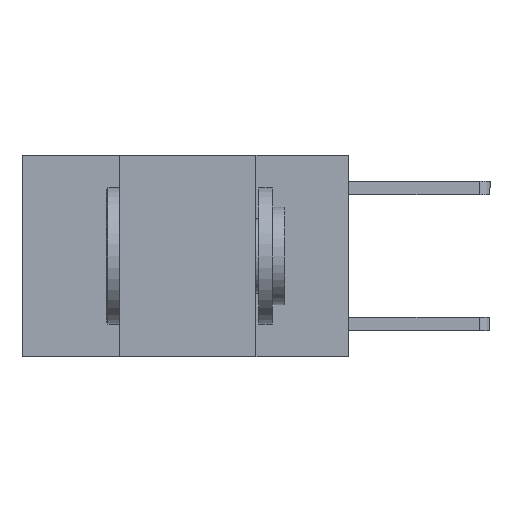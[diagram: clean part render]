
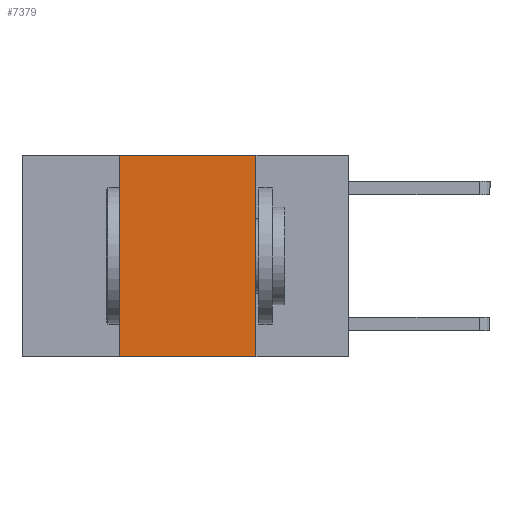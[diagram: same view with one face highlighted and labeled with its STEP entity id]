
A CAD part, left-side view. The second image highlights one B-rep face of the part: STEP entity #7379.
In plain terms, the highlighted planar face has unit normal (-1, 0, 0).
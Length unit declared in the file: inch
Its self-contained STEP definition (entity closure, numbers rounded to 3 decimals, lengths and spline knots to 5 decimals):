
#1081 = ORIENTED_EDGE ( 'NONE', *, *, #5632, .F. ) ;
#1212 = CARTESIAN_POINT ( 'NONE',  ( 0., 0.42, 0. ) ) ;
#1403 = VECTOR ( 'NONE', #1860, 39.37008 ) ;
#1412 = EDGE_LOOP ( 'NONE', ( #5728, #1081, #6135, #5023 ) ) ;
#1634 = EDGE_CURVE ( 'NONE', #2359, #7171, #5821, .T. ) ;
#1860 = DIRECTION ( 'NONE',  ( 0., -1., 0. ) ) ;
#2039 = DIRECTION ( 'NONE',  ( 1., 0., 0. ) ) ;
#2175 = CARTESIAN_POINT ( 'NONE',  ( 0., 0.6, 0. ) ) ;
#2221 = DIRECTION ( 'NONE',  ( 0., -1., 0. ) ) ;
#2359 = VERTEX_POINT ( 'NONE', #9332 ) ;
#2452 = EDGE_CURVE ( 'NONE', #2359, #2611, #8454, .T. ) ;
#2548 = VECTOR ( 'NONE', #2221, 39.37008 ) ;
#2593 = CARTESIAN_POINT ( 'NONE',  ( 0., 0.6, -0.37 ) ) ;
#2611 = VERTEX_POINT ( 'NONE', #4589 ) ;
#3773 = LINE ( 'NONE', #2175, #2548 ) ;
#4418 = DIRECTION ( 'NONE',  ( 0., 0., -1. ) ) ;
#4589 = CARTESIAN_POINT ( 'NONE',  ( 0., 0.17, -0.37 ) ) ;
#5023 = ORIENTED_EDGE ( 'NONE', *, *, #2452, .T. ) ;
#5219 = EDGE_CURVE ( 'NONE', #8060, #2611, #8792, .T. ) ;
#5632 = EDGE_CURVE ( 'NONE', #7171, #8060, #3773, .T. ) ;
#5728 = ORIENTED_EDGE ( 'NONE', *, *, #5219, .F. ) ;
#5821 = LINE ( 'NONE', #6001, #6168 ) ;
#5853 = CARTESIAN_POINT ( 'NONE',  ( 0., 0.17, 0. ) ) ;
#6001 = CARTESIAN_POINT ( 'NONE',  ( 0., 0.42, 0. ) ) ;
#6135 = ORIENTED_EDGE ( 'NONE', *, *, #1634, .F. ) ;
#6168 = VECTOR ( 'NONE', #8799, 39.37008 ) ;
#6616 = CARTESIAN_POINT ( 'NONE',  ( 0., 0.6, 0. ) ) ;
#7163 = DIRECTION ( 'NONE',  ( 0., 0., -1. ) ) ;
#7171 = VERTEX_POINT ( 'NONE', #1212 ) ;
#7249 = FACE_OUTER_BOUND ( 'NONE', #1412, .T. ) ;
#7379 = ADVANCED_FACE ( 'NONE', ( #7249 ), #8683, .F. ) ;
#7842 = CARTESIAN_POINT ( 'NONE',  ( 0., 0.17, 0. ) ) ;
#7918 = VECTOR ( 'NONE', #4418, 39.37008 ) ;
#8060 = VERTEX_POINT ( 'NONE', #7842 ) ;
#8454 = LINE ( 'NONE', #2593, #1403 ) ;
#8683 = PLANE ( 'NONE',  #9326 ) ;
#8792 = LINE ( 'NONE', #5853, #7918 ) ;
#8799 = DIRECTION ( 'NONE',  ( 0., 0., 1. ) ) ;
#9326 = AXIS2_PLACEMENT_3D ( 'NONE', #6616, #2039, #7163 ) ;
#9332 = CARTESIAN_POINT ( 'NONE',  ( 0., 0.42, -0.37 ) ) ;
